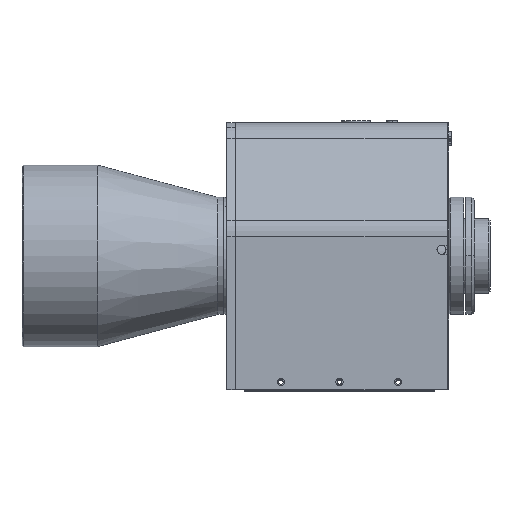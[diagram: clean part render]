
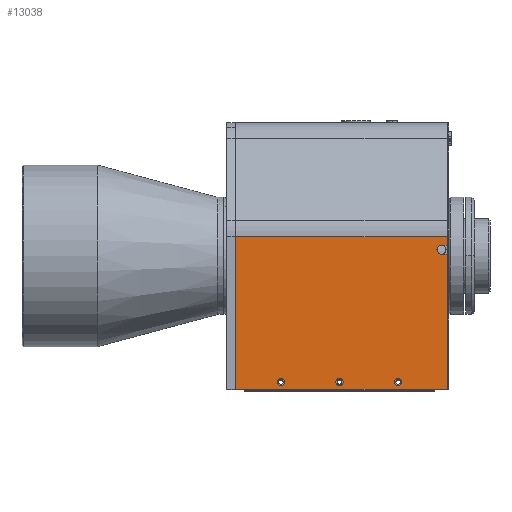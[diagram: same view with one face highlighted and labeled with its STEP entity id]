
A CAD part, top view. The second image highlights one B-rep face of the part: STEP entity #13038.
In plain terms, the highlighted planar face has unit normal (0, 0, 1).
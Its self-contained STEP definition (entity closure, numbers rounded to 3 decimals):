
#22 = EDGE_CURVE ( 'NONE', #13051, #1036, #2998, .T. ) ;
#247 = EDGE_CURVE ( 'NONE', #3590, #836, #12444, .T. ) ;
#295 = DIRECTION ( 'NONE',  ( 0., 1., 0. ) ) ;
#392 = VERTEX_POINT ( 'NONE', #17626 ) ;
#778 = VERTEX_POINT ( 'NONE', #7607 ) ;
#779 = CARTESIAN_POINT ( 'NONE',  ( -262.307, -45.6, 49.002 ) ) ;
#800 = ORIENTED_EDGE ( 'NONE', *, *, #7058, .F. ) ;
#836 = VERTEX_POINT ( 'NONE', #17275 ) ;
#1036 = VERTEX_POINT ( 'NONE', #5203 ) ;
#1492 = VECTOR ( 'NONE', #4749, 1000. ) ;
#1758 = CARTESIAN_POINT ( 'NONE',  ( -262.307, -45.6, 49.002 ) ) ;
#2244 = CARTESIAN_POINT ( 'NONE',  ( -63.595, -43.1, 49.002 ) ) ;
#2560 = VECTOR ( 'NONE', #8019, 1000. ) ;
#2682 = ORIENTED_EDGE ( 'NONE', *, *, #15343, .F. ) ;
#2716 = CARTESIAN_POINT ( 'NONE',  ( -63.595, -43.1, 49.002 ) ) ;
#2795 = DIRECTION ( 'NONE',  ( 0., 0., 1. ) ) ;
#2906 = CARTESIAN_POINT ( 'NONE',  ( -99.07, 6.452, 49. ) ) ;
#2984 = CIRCLE ( 'NONE', #5157, 1.25 ) ;
#2998 = LINE ( 'NONE', #17565, #2560 ) ;
#3110 = DIRECTION ( 'NONE',  ( 0., -1., 0. ) ) ;
#3459 = CARTESIAN_POINT ( 'NONE',  ( -26.82, -45.6, 49.002 ) ) ;
#3491 = DIRECTION ( 'NONE',  ( 1., 0., 0. ) ) ;
#3549 = AXIS2_PLACEMENT_3D ( 'NONE', #13309, #5072, #14662 ) ;
#3590 = VERTEX_POINT ( 'NONE', #7512 ) ;
#3617 = DIRECTION ( 'NONE',  ( 0., 1., 0. ) ) ;
#3655 = LINE ( 'NONE', #779, #10962 ) ;
#3766 = AXIS2_PLACEMENT_3D ( 'NONE', #16716, #8556, #295 ) ;
#4078 = DIRECTION ( 'NONE',  ( 0., 1., 0. ) ) ;
#4465 = ORIENTED_EDGE ( 'NONE', *, *, #13571, .T. ) ;
#4532 = CIRCLE ( 'NONE', #10585, 1.5 ) ;
#4555 = CARTESIAN_POINT ( 'NONE',  ( -28.82, 3.502, 49. ) ) ;
#4603 = ORIENTED_EDGE ( 'NONE', *, *, #10420, .F. ) ;
#4749 = DIRECTION ( 'NONE',  ( 0., 1., 0. ) ) ;
#4936 = DIRECTION ( 'NONE',  ( 0., 0., 1. ) ) ;
#5044 = CARTESIAN_POINT ( 'NONE',  ( -63.595, -41.85, 49.002 ) ) ;
#5072 = DIRECTION ( 'NONE',  ( 0., 0., 1. ) ) ;
#5157 = AXIS2_PLACEMENT_3D ( 'NONE', #13156, #4936, #14509 ) ;
#5203 = CARTESIAN_POINT ( 'NONE',  ( -26.82, 6.452, 49. ) ) ;
#5262 = EDGE_LOOP ( 'NONE', ( #800, #7775 ) ) ;
#5727 = AXIS2_PLACEMENT_3D ( 'NONE', #2716, #12335, #4078 ) ;
#5753 = FACE_OUTER_BOUND ( 'NONE', #14802, .T. ) ;
#5787 = DIRECTION ( 'NONE',  ( 0., 0., 1. ) ) ;
#5832 = CARTESIAN_POINT ( 'NONE',  ( -83.595, -44.35, 49.002 ) ) ;
#5979 = CARTESIAN_POINT ( 'NONE',  ( -83.595, -41.85, 49.002 ) ) ;
#6133 = VERTEX_POINT ( 'NONE', #10402 ) ;
#6463 = VECTOR ( 'NONE', #17235, 1000. ) ;
#6711 = ORIENTED_EDGE ( 'NONE', *, *, #11165, .T. ) ;
#6781 = ORIENTED_EDGE ( 'NONE', *, *, #247, .T. ) ;
#6876 = ORIENTED_EDGE ( 'NONE', *, *, #16235, .F. ) ;
#7058 = EDGE_CURVE ( 'NONE', #8537, #778, #15594, .T. ) ;
#7512 = CARTESIAN_POINT ( 'NONE',  ( -26.82, -45.6, 49.002 ) ) ;
#7607 = CARTESIAN_POINT ( 'NONE',  ( -63.595, -44.35, 49.002 ) ) ;
#7667 = ORIENTED_EDGE ( 'NONE', *, *, #13008, .F. ) ;
#7775 = ORIENTED_EDGE ( 'NONE', *, *, #14094, .F. ) ;
#7897 = VERTEX_POINT ( 'NONE', #5979 ) ;
#8019 = DIRECTION ( 'NONE',  ( 1., 0., 0. ) ) ;
#8537 = VERTEX_POINT ( 'NONE', #5044 ) ;
#8556 = DIRECTION ( 'NONE',  ( 0., 0., 1. ) ) ;
#9059 = ORIENTED_EDGE ( 'NONE', *, *, #16893, .F. ) ;
#9445 = FACE_BOUND ( 'NONE', #11157, .T. ) ;
#9648 = VERTEX_POINT ( 'NONE', #11342 ) ;
#9868 = FACE_BOUND ( 'NONE', #5262, .T. ) ;
#10192 = CARTESIAN_POINT ( 'NONE',  ( -28.82, 0.502, 49. ) ) ;
#10246 = CARTESIAN_POINT ( 'NONE',  ( -26.82, -45.6, 49.002 ) ) ;
#10262 = AXIS2_PLACEMENT_3D ( 'NONE', #1758, #11340, #3110 ) ;
#10282 = ORIENTED_EDGE ( 'NONE', *, *, #12852, .F. ) ;
#10338 = CIRCLE ( 'NONE', #3766, 1.25 ) ;
#10402 = CARTESIAN_POINT ( 'NONE',  ( -43.595, -44.35, 49.002 ) ) ;
#10420 = EDGE_CURVE ( 'NONE', #6133, #11957, #16956, .T. ) ;
#10467 = DIRECTION ( 'NONE',  ( 1., 0., 0. ) ) ;
#10585 = AXIS2_PLACEMENT_3D ( 'NONE', #14012, #5787, #15379 ) ;
#10962 = VECTOR ( 'NONE', #3491, 1000. ) ;
#11016 = CARTESIAN_POINT ( 'NONE',  ( -43.595, -43.1, 49.002 ) ) ;
#11082 = VERTEX_POINT ( 'NONE', #5832 ) ;
#11088 = AXIS2_PLACEMENT_3D ( 'NONE', #11016, #2795, #12394 ) ;
#11111 = VECTOR ( 'NONE', #12527, 1000. ) ;
#11142 = CARTESIAN_POINT ( 'NONE',  ( -99.07, -45.6, 49.002 ) ) ;
#11157 = EDGE_LOOP ( 'NONE', ( #10282, #11813 ) ) ;
#11165 = EDGE_CURVE ( 'NONE', #17567, #1036, #12253, .T. ) ;
#11272 = PLANE ( 'NONE',  #10262 ) ;
#11340 = DIRECTION ( 'NONE',  ( 0., 0., -1. ) ) ;
#11342 = CARTESIAN_POINT ( 'NONE',  ( -28.82, 3.502, 49. ) ) ;
#11354 = DIRECTION ( 'NONE',  ( -1., 0., 0. ) ) ;
#11554 = LINE ( 'NONE', #11142, #11111 ) ;
#11813 = ORIENTED_EDGE ( 'NONE', *, *, #17022, .F. ) ;
#11880 = DIRECTION ( 'NONE',  ( 0., 0., 1. ) ) ;
#11957 = VERTEX_POINT ( 'NONE', #16419 ) ;
#12083 = EDGE_LOOP ( 'NONE', ( #7667, #4603 ) ) ;
#12253 = LINE ( 'NONE', #3459, #6463 ) ;
#12335 = DIRECTION ( 'NONE',  ( 0., 0., 1. ) ) ;
#12394 = DIRECTION ( 'NONE',  ( 0., 1., 0. ) ) ;
#12444 = LINE ( 'NONE', #10246, #1492 ) ;
#12527 = DIRECTION ( 'NONE',  ( 0., -1., 0. ) ) ;
#12770 = EDGE_CURVE ( 'NONE', #392, #3590, #3655, .T. ) ;
#12852 = EDGE_CURVE ( 'NONE', #7897, #11082, #16106, .T. ) ;
#13003 = CARTESIAN_POINT ( 'NONE',  ( -26.82, 3.502, 49. ) ) ;
#13008 = EDGE_CURVE ( 'NONE', #11957, #6133, #10338, .T. ) ;
#13038 = ADVANCED_FACE ( 'NONE', ( #13078, #9868, #9445, #5753 ), #11272, .F. ) ;
#13051 = VERTEX_POINT ( 'NONE', #2906 ) ;
#13078 = FACE_BOUND ( 'NONE', #12083, .T. ) ;
#13147 = AXIS2_PLACEMENT_3D ( 'NONE', #2244, #11880, #3617 ) ;
#13156 = CARTESIAN_POINT ( 'NONE',  ( -83.595, -43.1, 49.002 ) ) ;
#13309 = CARTESIAN_POINT ( 'NONE',  ( -83.595, -43.1, 49.002 ) ) ;
#13543 = ORIENTED_EDGE ( 'NONE', *, *, #12770, .T. ) ;
#13571 = EDGE_CURVE ( 'NONE', #13051, #392, #11554, .T. ) ;
#13613 = VECTOR ( 'NONE', #10467, 1000. ) ;
#14012 = CARTESIAN_POINT ( 'NONE',  ( -28.82, 2.002, 49. ) ) ;
#14094 = EDGE_CURVE ( 'NONE', #778, #8537, #15813, .T. ) ;
#14486 = CARTESIAN_POINT ( 'NONE',  ( -28.82, 0.502, 49. ) ) ;
#14509 = DIRECTION ( 'NONE',  ( 0., 1., 0. ) ) ;
#14513 = ORIENTED_EDGE ( 'NONE', *, *, #22, .F. ) ;
#14542 = VERTEX_POINT ( 'NONE', #10192 ) ;
#14662 = DIRECTION ( 'NONE',  ( 0., 1., 0. ) ) ;
#14802 = EDGE_LOOP ( 'NONE', ( #6876, #9059, #6711, #14513, #4465, #13543, #6781, #2682 ) ) ;
#15001 = VECTOR ( 'NONE', #11354, 1000. ) ;
#15343 = EDGE_CURVE ( 'NONE', #14542, #836, #17265, .T. ) ;
#15379 = DIRECTION ( 'NONE',  ( 0., 1., 0. ) ) ;
#15457 = LINE ( 'NONE', #4555, #15001 ) ;
#15594 = CIRCLE ( 'NONE', #13147, 1.25 ) ;
#15813 = CIRCLE ( 'NONE', #5727, 1.25 ) ;
#16106 = CIRCLE ( 'NONE', #3549, 1.25 ) ;
#16235 = EDGE_CURVE ( 'NONE', #9648, #14542, #4532, .T. ) ;
#16419 = CARTESIAN_POINT ( 'NONE',  ( -43.595, -41.85, 49.002 ) ) ;
#16716 = CARTESIAN_POINT ( 'NONE',  ( -43.595, -43.1, 49.002 ) ) ;
#16893 = EDGE_CURVE ( 'NONE', #17567, #9648, #15457, .T. ) ;
#16956 = CIRCLE ( 'NONE', #11088, 1.25 ) ;
#17022 = EDGE_CURVE ( 'NONE', #11082, #7897, #2984, .T. ) ;
#17235 = DIRECTION ( 'NONE',  ( 0., 1., 0. ) ) ;
#17265 = LINE ( 'NONE', #14486, #13613 ) ;
#17275 = CARTESIAN_POINT ( 'NONE',  ( -26.82, 0.502, 49. ) ) ;
#17565 = CARTESIAN_POINT ( 'NONE',  ( -262.307, 6.452, 49. ) ) ;
#17567 = VERTEX_POINT ( 'NONE', #13003 ) ;
#17626 = CARTESIAN_POINT ( 'NONE',  ( -99.07, -45.6, 49.002 ) ) ;
